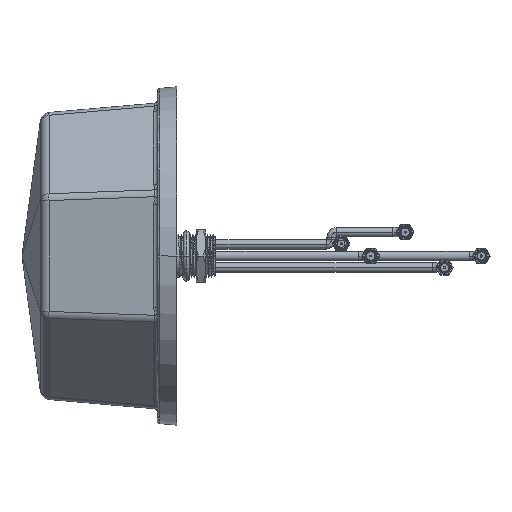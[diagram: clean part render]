
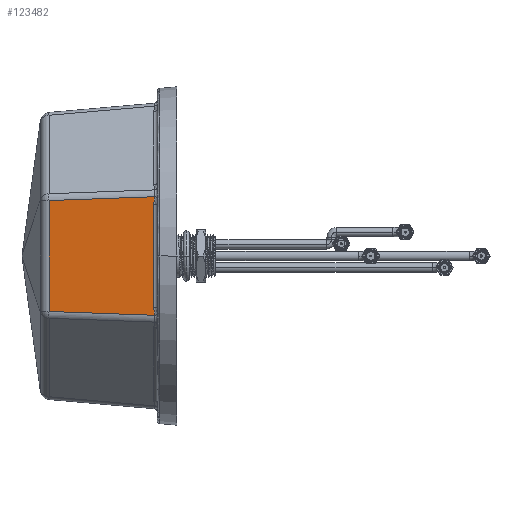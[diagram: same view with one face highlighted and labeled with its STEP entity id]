
A CAD part, left-side view. The second image highlights one B-rep face of the part: STEP entity #123482.
In plain terms, the highlighted planar face has unit normal (-0.996, 0.087, 0).
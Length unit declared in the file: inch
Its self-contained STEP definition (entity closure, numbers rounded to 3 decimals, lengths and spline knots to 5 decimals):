
#1783 = CARTESIAN_POINT ( 'NONE',  ( -2.92351, 2.59901, 1.12972 ) ) ;
#2450 = CARTESIAN_POINT ( 'NONE',  ( -3.04785, 1.1697, 1.18123 ) ) ;
#3213 = DIRECTION ( 'NONE',  ( 0., 0., -1. ) ) ;
#4995 = CARTESIAN_POINT ( 'NONE',  ( -3.10942, 0.46192, 1.14737 ) ) ;
#5594 = EDGE_CURVE ( 'NONE', #98110, #40249, #77553, .T. ) ;
#5693 = EDGE_CURVE ( 'NONE', #40249, #126621, #47507, .T. ) ;
#6302 = CARTESIAN_POINT ( 'NONE',  ( -3.1093, 0.46329, -1.12834 ) ) ;
#6351 = CARTESIAN_POINT ( 'NONE',  ( -3.1091, 0.46562, 1.05094 ) ) ;
#6975 = CARTESIAN_POINT ( 'NONE',  ( -3.10931, 0.46319, 1.1299 ) ) ;
#12645 = DIRECTION ( 'NONE',  ( 0.996, -0.087, 0. ) ) ;
#14552 = CARTESIAN_POINT ( 'NONE',  ( -3.11002, 0.45504, 1.20698 ) ) ;
#15088 = CARTESIAN_POINT ( 'NONE',  ( -3.10921, 0.46434, -1.10925 ) ) ;
#15733 = CARTESIAN_POINT ( 'NONE',  ( -3.11002, 0.45504, -1.20698 ) ) ;
#16344 = ORIENTED_EDGE ( 'NONE', *, *, #114426, .F. ) ;
#18403 = CARTESIAN_POINT ( 'NONE',  ( -3.1095, 0.46103, 1.15773 ) ) ;
#18720 = VECTOR ( 'NONE', #67079, 39.37008 ) ;
#19918 = EDGE_CURVE ( 'NONE', #122274, #56044, #123134, .T. ) ;
#25888 = CARTESIAN_POINT ( 'NONE',  ( -3.10931, 0.46322, -1.12939 ) ) ;
#26574 = CARTESIAN_POINT ( 'NONE',  ( -3.1091, 0.46562, 1.05094 ) ) ;
#27218 = CARTESIAN_POINT ( 'NONE',  ( -3.10948, 0.46127, -1.15942 ) ) ;
#29096 = EDGE_CURVE ( 'NONE', #98110, #105377, #64805, .T. ) ;
#35341 = CARTESIAN_POINT ( 'NONE',  ( -3.10919, 0.46461, -1.10311 ) ) ;
#36030 = CARTESIAN_POINT ( 'NONE',  ( -3.10974, 0.45831, 1.1838 ) ) ;
#37353 = CARTESIAN_POINT ( 'NONE',  ( -3.10931, 0.46321, 1.12958 ) ) ;
#38779 = DIRECTION ( 'NONE',  ( -0.087, -0.996, -0.036 ) ) ;
#40249 = VERTEX_POINT ( 'NONE', #126651 ) ;
#42370 = CARTESIAN_POINT ( 'NONE',  ( -3.14961, 0., 1.5748 ) ) ;
#46160 = CARTESIAN_POINT ( 'NONE',  ( -3.1091, 0.46562, -1.06804 ) ) ;
#46178 = CARTESIAN_POINT ( 'NONE',  ( -3.10933, 0.46301, 1.13264 ) ) ;
#46183 = LINE ( 'NONE', #89316, #18720 ) ;
#47457 = CARTESIAN_POINT ( 'NONE',  ( -3.10931, 0.46317, -1.13019 ) ) ;
#47507 = LINE ( 'NONE', #6351, #125281 ) ;
#47972 = B_SPLINE_CURVE_WITH_KNOTS ( 'NONE', 3,
 ( #88613, #46160, #66404, #35341, #15088, #129748, #87959, #119642, #6302, #25888, #108186, #67732, #47457, #27218, #56267, #15733 ),
 .UNSPECIFIED., .F., .F.,
 ( 4, 2, 2, 1, 1, 1, 1, 2, 2, 4 ),
 ( 0., 0.25, 0.375, 0.4375, 0.46875, 0.48438, 0.49219, 0.49609, 0.5, 1. ),
 .UNSPECIFIED. ) ;
#48809 = CARTESIAN_POINT ( 'NONE',  ( -3.10987, 0.45674, 1.19584 ) ) ;
#53364 = ORIENTED_EDGE ( 'NONE', *, *, #29096, .T. ) ;
#56044 = VERTEX_POINT ( 'NONE', #84667 ) ;
#56267 = CARTESIAN_POINT ( 'NONE',  ( -3.10973, 0.4584, -1.18496 ) ) ;
#64558 = CARTESIAN_POINT ( 'NONE',  ( -2.92351, 2.59901, 1.12972 ) ) ;
#64805 = B_SPLINE_CURVE_WITH_KNOTS ( 'NONE', 3,
 ( #14552, #2450, #75344, #1783 ),
 .UNSPECIFIED., .F., .F.,
 ( 4, 4 ),
 ( 0., 1. ),
 .UNSPECIFIED. ) ;
#66404 = CARTESIAN_POINT ( 'NONE',  ( -3.10913, 0.4653, -1.08323 ) ) ;
#67074 = CARTESIAN_POINT ( 'NONE',  ( -3.10932, 0.46311, 1.13104 ) ) ;
#67079 = DIRECTION ( 'NONE',  ( 0., 0., 1. ) ) ;
#67732 = CARTESIAN_POINT ( 'NONE',  ( -3.10931, 0.46317, -1.13013 ) ) ;
#73424 = PLANE ( 'NONE',  #93711 ) ;
#75344 = CARTESIAN_POINT ( 'NONE',  ( -2.98568, 1.88435, 1.15548 ) ) ;
#76339 = ORIENTED_EDGE ( 'NONE', *, *, #5594, .F. ) ;
#77553 = B_SPLINE_CURVE_WITH_KNOTS ( 'NONE', 3,
 ( #97415, #48809, #36030, #118356, #18403, #4995, #109541, #129777, #46178, #67074, #99403, #6975, #37353, #108205, #87979, #26574 ),
 .UNSPECIFIED., .F., .F.,
 ( 4, 2, 2, 1, 1, 1, 1, 2, 2, 4 ),
 ( 0., 0.25, 0.375, 0.4375, 0.46875, 0.48438, 0.49219, 0.49609, 0.5, 1. ),
 .UNSPECIFIED. ) ;
#84667 = CARTESIAN_POINT ( 'NONE',  ( -3.11002, 0.45504, -1.20698 ) ) ;
#87959 = CARTESIAN_POINT ( 'NONE',  ( -3.10927, 0.46369, -1.12179 ) ) ;
#87979 = CARTESIAN_POINT ( 'NONE',  ( -3.1091, 0.46562, 1.08465 ) ) ;
#88613 = CARTESIAN_POINT ( 'NONE',  ( -3.1091, 0.46562, -1.05094 ) ) ;
#89316 = CARTESIAN_POINT ( 'NONE',  ( -2.92351, 2.59901, -1.12972 ) ) ;
#91396 = EDGE_LOOP ( 'NONE', ( #53364, #113194, #100671, #16344, #131572, #76339 ) ) ;
#93711 = AXIS2_PLACEMENT_3D ( 'NONE', #42370, #12645, #3213 ) ;
#93760 = VECTOR ( 'NONE', #38779, 39.37008 ) ;
#97407 = CARTESIAN_POINT ( 'NONE',  ( -2.92351, 2.59901, -1.12972 ) ) ;
#97415 = CARTESIAN_POINT ( 'NONE',  ( -3.11002, 0.45504, 1.20698 ) ) ;
#98110 = VERTEX_POINT ( 'NONE', #99908 ) ;
#99403 = CARTESIAN_POINT ( 'NONE',  ( -3.10931, 0.46316, 1.13036 ) ) ;
#99908 = CARTESIAN_POINT ( 'NONE',  ( -3.11002, 0.45504, 1.20698 ) ) ;
#100671 = ORIENTED_EDGE ( 'NONE', *, *, #19918, .T. ) ;
#102868 = CARTESIAN_POINT ( 'NONE',  ( -2.92351, 2.59901, -1.12972 ) ) ;
#105377 = VERTEX_POINT ( 'NONE', #64558 ) ;
#105741 = FACE_OUTER_BOUND ( 'NONE', #91396, .T. ) ;
#108186 = CARTESIAN_POINT ( 'NONE',  ( -3.10931, 0.46319, -1.12983 ) ) ;
#108205 = CARTESIAN_POINT ( 'NONE',  ( -3.1092, 0.46441, 1.11084 ) ) ;
#109541 = CARTESIAN_POINT ( 'NONE',  ( -3.10939, 0.46234, 1.1421 ) ) ;
#111853 = CARTESIAN_POINT ( 'NONE',  ( -3.1091, 0.46562, -1.05094 ) ) ;
#113194 = ORIENTED_EDGE ( 'NONE', *, *, #132421, .F. ) ;
#114426 = EDGE_CURVE ( 'NONE', #126621, #56044, #47972, .T. ) ;
#117073 = DIRECTION ( 'NONE',  ( 0., 0., -1. ) ) ;
#118356 = CARTESIAN_POINT ( 'NONE',  ( -3.10955, 0.46039, 1.16441 ) ) ;
#119642 = CARTESIAN_POINT ( 'NONE',  ( -3.10929, 0.46342, -1.12621 ) ) ;
#122274 = VERTEX_POINT ( 'NONE', #97407 ) ;
#123134 = LINE ( 'NONE', #102868, #93760 ) ;
#123482 = ADVANCED_FACE ( 'NONE', ( #105741 ), #73424, .F. ) ;
#125281 = VECTOR ( 'NONE', #117073, 39.37008 ) ;
#126621 = VERTEX_POINT ( 'NONE', #111853 ) ;
#126651 = CARTESIAN_POINT ( 'NONE',  ( -3.1091, 0.46562, 1.05094 ) ) ;
#129748 = CARTESIAN_POINT ( 'NONE',  ( -3.10925, 0.46391, -1.11773 ) ) ;
#129777 = CARTESIAN_POINT ( 'NONE',  ( -3.10935, 0.46279, 1.13582 ) ) ;
#131572 = ORIENTED_EDGE ( 'NONE', *, *, #5693, .F. ) ;
#132421 = EDGE_CURVE ( 'NONE', #122274, #105377, #46183, .T. ) ;
